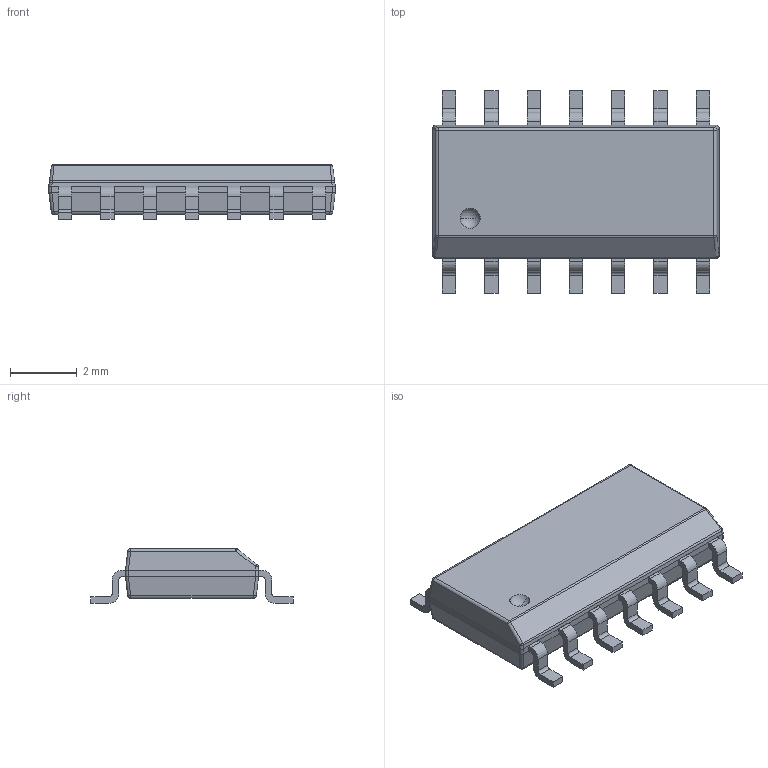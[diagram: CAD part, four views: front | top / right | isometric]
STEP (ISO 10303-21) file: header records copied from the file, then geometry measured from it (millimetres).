
FILE_DESCRIPTION (( 'STEP AP214' ), '1' );
FILE_NAME ('SW3dPS-SOIC127P600-14.STEP', '2009-08-07T07:42:43', ( 'SysAdmin' ), ( 'SolidWorks' ), 'SwSTEP 2.0', 'SolidWorks 2009', '' );
FILE_SCHEMA (( 'AUTOMOTIVE_DESIGN' ));
Length unit declared in the file: millimetre
Products named in the file (1): SW3dPS-SOIC127P600-14
Bounding box: 8.6 x 6.08 x 1.65 mm (x, y, z)
Volume: 50.9 mm3; surface area: 127.8 mm2
Topology: 8 solids, 8 shells, 241 faces, 627 edges, 403 vertices
Faces by surface type: plane 148, cylinder 81, sphere 12
Entity records: 7978 total; most frequent: CARTESIAN_POINT 1344, ORIENTED_EDGE 1254, DIRECTION 1235, EDGE_CURVE 627, VECTOR 455, LINE 455, VERTEX_POINT 403, AXIS2_PLACEMENT_3D 390
